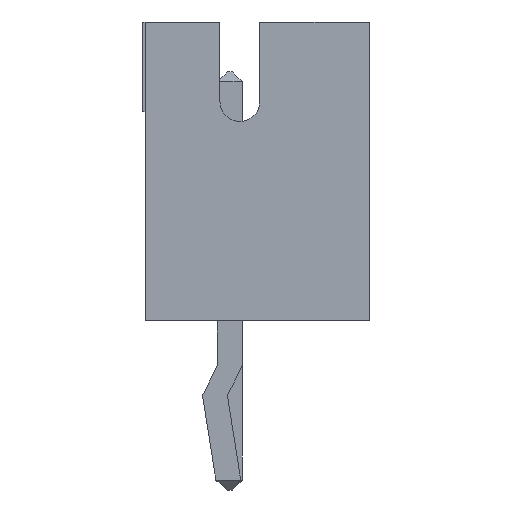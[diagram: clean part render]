
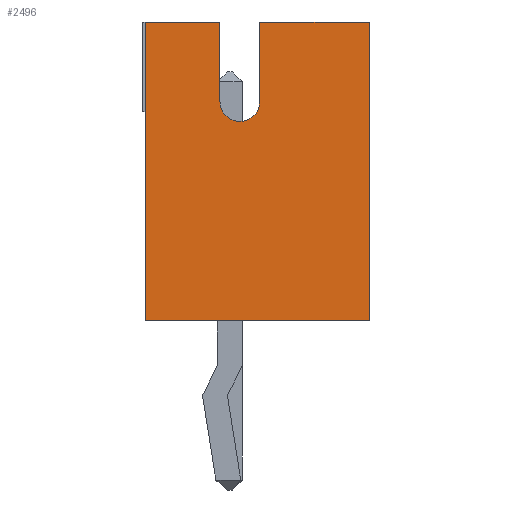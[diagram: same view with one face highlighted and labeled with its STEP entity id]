
A CAD part, left-side view. The second image highlights one B-rep face of the part: STEP entity #2496.
In plain terms, the highlighted planar face has unit normal (-1, 0, 0).
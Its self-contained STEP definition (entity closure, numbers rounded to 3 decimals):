
#167 = VERTEX_POINT('',#168);
#168 = CARTESIAN_POINT('',(-1.95,1.7,6.));
#174 = EDGE_CURVE('',#175,#167,#177,.T.);
#175 = VERTEX_POINT('',#176);
#176 = CARTESIAN_POINT('',(-1.95,1.7,0.));
#177 = LINE('',#178,#179);
#178 = CARTESIAN_POINT('',(-1.95,1.7,0.));
#179 = VECTOR('',#180,1.);
#180 = DIRECTION('',(0.,0.,1.));
#679 = VERTEX_POINT('',#680);
#680 = CARTESIAN_POINT('',(-1.95,-2.8,0.));
#688 = EDGE_CURVE('',#679,#689,#691,.T.);
#689 = VERTEX_POINT('',#690);
#690 = CARTESIAN_POINT('',(-1.95,-2.8,6.));
#691 = LINE('',#692,#693);
#692 = CARTESIAN_POINT('',(-1.95,-2.8,0.));
#693 = VECTOR('',#694,1.);
#694 = DIRECTION('',(0.,0.,1.));
#2486 = EDGE_CURVE('',#175,#679,#2487,.T.);
#2487 = LINE('',#2488,#2489);
#2488 = CARTESIAN_POINT('',(-1.95,1.7,0.));
#2489 = VECTOR('',#2490,1.);
#2490 = DIRECTION('',(0.,-1.,0.));
#2496 = ADVANCED_FACE('',(#2497),#2541,.F.);
#2497 = FACE_BOUND('',#2498,.F.);
#2498 = EDGE_LOOP('',(#2499,#2500,#2501,#2509,#2517,#2526,#2534,#2540));
#2499 = ORIENTED_EDGE('',*,*,#2486,.F.);
#2500 = ORIENTED_EDGE('',*,*,#174,.T.);
#2501 = ORIENTED_EDGE('',*,*,#2502,.T.);
#2502 = EDGE_CURVE('',#167,#2503,#2505,.T.);
#2503 = VERTEX_POINT('',#2504);
#2504 = CARTESIAN_POINT('',(-1.95,0.2,6.));
#2505 = LINE('',#2506,#2507);
#2506 = CARTESIAN_POINT('',(-1.95,1.7,6.));
#2507 = VECTOR('',#2508,1.);
#2508 = DIRECTION('',(0.,-1.,0.));
#2509 = ORIENTED_EDGE('',*,*,#2510,.T.);
#2510 = EDGE_CURVE('',#2503,#2511,#2513,.T.);
#2511 = VERTEX_POINT('',#2512);
#2512 = CARTESIAN_POINT('',(-1.95,0.2,4.4));
#2513 = LINE('',#2514,#2515);
#2514 = CARTESIAN_POINT('',(-1.95,0.2,3.));
#2515 = VECTOR('',#2516,1.);
#2516 = DIRECTION('',(0.,0.,-1.));
#2517 = ORIENTED_EDGE('',*,*,#2518,.F.);
#2518 = EDGE_CURVE('',#2519,#2511,#2521,.T.);
#2519 = VERTEX_POINT('',#2520);
#2520 = CARTESIAN_POINT('',(-1.95,-0.6,4.4));
#2521 = CIRCLE('',#2522,0.4);
#2522 = AXIS2_PLACEMENT_3D('',#2523,#2524,#2525);
#2523 = CARTESIAN_POINT('',(-1.95,-0.2,4.4));
#2524 = DIRECTION('',(1.,0.,0.));
#2525 = DIRECTION('',(0.,1.,0.));
#2526 = ORIENTED_EDGE('',*,*,#2527,.T.);
#2527 = EDGE_CURVE('',#2519,#2528,#2530,.T.);
#2528 = VERTEX_POINT('',#2529);
#2529 = CARTESIAN_POINT('',(-1.95,-0.6,6.));
#2530 = LINE('',#2531,#2532);
#2531 = CARTESIAN_POINT('',(-1.95,-0.6,2.2));
#2532 = VECTOR('',#2533,1.);
#2533 = DIRECTION('',(0.,0.,1.));
#2534 = ORIENTED_EDGE('',*,*,#2535,.T.);
#2535 = EDGE_CURVE('',#2528,#689,#2536,.T.);
#2536 = LINE('',#2537,#2538);
#2537 = CARTESIAN_POINT('',(-1.95,1.7,6.));
#2538 = VECTOR('',#2539,1.);
#2539 = DIRECTION('',(0.,-1.,0.));
#2540 = ORIENTED_EDGE('',*,*,#688,.F.);
#2541 = PLANE('',#2542);
#2542 = AXIS2_PLACEMENT_3D('',#2543,#2544,#2545);
#2543 = CARTESIAN_POINT('',(-1.95,1.7,0.));
#2544 = DIRECTION('',(1.,0.,0.));
#2545 = DIRECTION('',(0.,-1.,0.));
